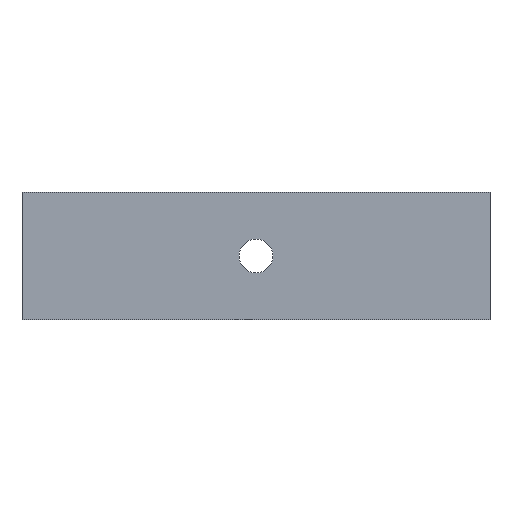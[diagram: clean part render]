
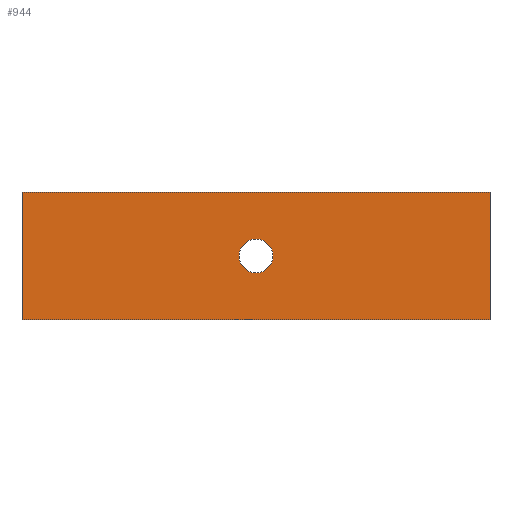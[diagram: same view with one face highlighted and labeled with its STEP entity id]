
A CAD part, front view. The second image highlights one B-rep face of the part: STEP entity #944.
In plain terms, the highlighted planar face has unit normal (0, -1, 0).
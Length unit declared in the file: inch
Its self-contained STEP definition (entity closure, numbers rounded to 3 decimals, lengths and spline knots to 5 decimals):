
#40 = CARTESIAN_POINT ( 'NONE',  ( -1.38, -1.745, 0.75 ) ) ;
#187 = CARTESIAN_POINT ( 'NONE',  ( 1.38, -1.745, 0.75 ) ) ;
#200 = FACE_BOUND ( 'NONE', #1631, .T. ) ;
#208 = VECTOR ( 'NONE', #1510, 39.37008 ) ;
#209 = EDGE_CURVE ( 'NONE', #792, #805, #1302, .T. ) ;
#218 = PLANE ( 'NONE',  #1424 ) ;
#224 = EDGE_CURVE ( 'NONE', #1777, #642, #1516, .T. ) ;
#388 = CARTESIAN_POINT ( 'NONE',  ( -1.38, -1.745, 0.75 ) ) ;
#397 = VERTEX_POINT ( 'NONE', #1572 ) ;
#418 = EDGE_CURVE ( 'NONE', #792, #1777, #2036, .T. ) ;
#548 = ORIENTED_EDGE ( 'NONE', *, *, #209, .F. ) ;
#579 = CIRCLE ( 'NONE', #1922, 0.1 ) ;
#591 = DIRECTION ( 'NONE',  ( 1., 0., 0. ) ) ;
#621 = ORIENTED_EDGE ( 'NONE', *, *, #1288, .F. ) ;
#642 = VERTEX_POINT ( 'NONE', #2025 ) ;
#668 = ORIENTED_EDGE ( 'NONE', *, *, #224, .T. ) ;
#727 = CARTESIAN_POINT ( 'NONE',  ( 0., -1.745, 0.375 ) ) ;
#787 = CARTESIAN_POINT ( 'NONE',  ( 1.38, -1.745, 0.75 ) ) ;
#792 = VERTEX_POINT ( 'NONE', #1427 ) ;
#805 = VERTEX_POINT ( 'NONE', #187 ) ;
#866 = CARTESIAN_POINT ( 'NONE',  ( -1.38, -1.745, 0. ) ) ;
#944 = ADVANCED_FACE ( 'NONE', ( #200, #1367 ), #218, .F. ) ;
#1071 = CARTESIAN_POINT ( 'NONE',  ( 0.1, -1.745, 0.375 ) ) ;
#1288 = EDGE_CURVE ( 'NONE', #805, #642, #2779, .T. ) ;
#1302 = LINE ( 'NONE', #388, #2310 ) ;
#1341 = CARTESIAN_POINT ( 'NONE',  ( -1.38, -1.745, 0.75 ) ) ;
#1367 = FACE_OUTER_BOUND ( 'NONE', #2326, .T. ) ;
#1404 = DIRECTION ( 'NONE',  ( 0., -1., 0. ) ) ;
#1424 = AXIS2_PLACEMENT_3D ( 'NONE', #1341, #2874, #1529 ) ;
#1427 = CARTESIAN_POINT ( 'NONE',  ( -1.38, -1.745, 0.75 ) ) ;
#1434 = ORIENTED_EDGE ( 'NONE', *, *, #2565, .F. ) ;
#1510 = DIRECTION ( 'NONE',  ( 0., 0., -1. ) ) ;
#1516 = LINE ( 'NONE', #866, #2645 ) ;
#1529 = DIRECTION ( 'NONE',  ( 0., 0., 1. ) ) ;
#1572 = CARTESIAN_POINT ( 'NONE',  ( -0.1, -1.745, 0.375 ) ) ;
#1631 = EDGE_LOOP ( 'NONE', ( #1990, #1434 ) ) ;
#1636 = DIRECTION ( 'NONE',  ( 1., 0., 0. ) ) ;
#1750 = DIRECTION ( 'NONE',  ( 1., 0., 0. ) ) ;
#1777 = VERTEX_POINT ( 'NONE', #1780 ) ;
#1780 = CARTESIAN_POINT ( 'NONE',  ( -1.38, -1.745, 0. ) ) ;
#1921 = EDGE_CURVE ( 'NONE', #2109, #397, #579, .T. ) ;
#1922 = AXIS2_PLACEMENT_3D ( 'NONE', #727, #1404, #1636 ) ;
#1990 = ORIENTED_EDGE ( 'NONE', *, *, #1921, .F. ) ;
#2025 = CARTESIAN_POINT ( 'NONE',  ( 1.38, -1.745, 0. ) ) ;
#2032 = VECTOR ( 'NONE', #2489, 39.37008 ) ;
#2036 = LINE ( 'NONE', #40, #2032 ) ;
#2104 = CARTESIAN_POINT ( 'NONE',  ( 0., -1.745, 0.375 ) ) ;
#2109 = VERTEX_POINT ( 'NONE', #1071 ) ;
#2209 = AXIS2_PLACEMENT_3D ( 'NONE', #2104, #2773, #591 ) ;
#2284 = ORIENTED_EDGE ( 'NONE', *, *, #418, .T. ) ;
#2310 = VECTOR ( 'NONE', #2421, 39.37008 ) ;
#2326 = EDGE_LOOP ( 'NONE', ( #668, #621, #548, #2284 ) ) ;
#2421 = DIRECTION ( 'NONE',  ( 1., 0., 0. ) ) ;
#2489 = DIRECTION ( 'NONE',  ( 0., 0., -1. ) ) ;
#2565 = EDGE_CURVE ( 'NONE', #397, #2109, #2720, .T. ) ;
#2645 = VECTOR ( 'NONE', #1750, 39.37008 ) ;
#2720 = CIRCLE ( 'NONE', #2209, 0.1 ) ;
#2773 = DIRECTION ( 'NONE',  ( 0., -1., 0. ) ) ;
#2779 = LINE ( 'NONE', #787, #208 ) ;
#2874 = DIRECTION ( 'NONE',  ( 0., 1., 0. ) ) ;
